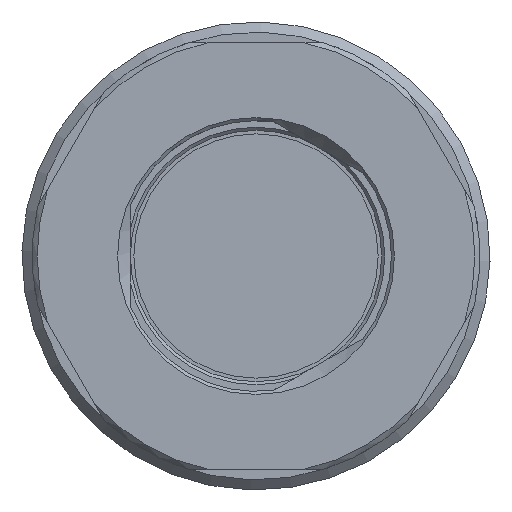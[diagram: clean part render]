
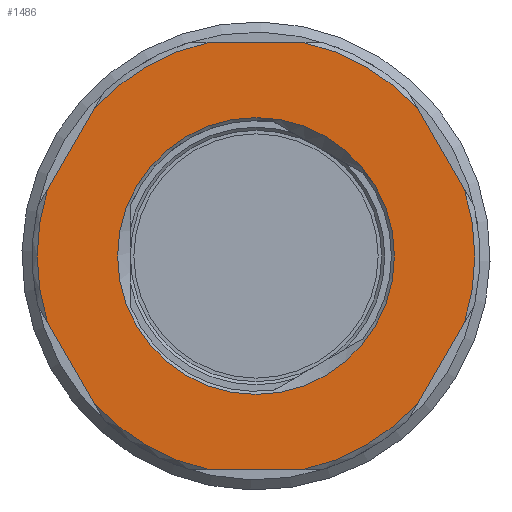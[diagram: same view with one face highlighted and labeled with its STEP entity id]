
A CAD part, left-side view. The second image highlights one B-rep face of the part: STEP entity #1486.
In plain terms, the highlighted planar face has unit normal (-1, 0, 0).
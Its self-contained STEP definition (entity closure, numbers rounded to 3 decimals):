
#184=FACE_BOUND('',#355,.T.);
#206=PLANE('',#1645);
#262=FACE_OUTER_BOUND('',#354,.T.);
#354=EDGE_LOOP('',(#1188,#1189,#1190,#1191,#1192,#1193,#1194,#1195,#1196,
#1197,#1198,#1199));
#355=EDGE_LOOP('',(#1200,#1201));
#428=LINE('',#2453,#492);
#429=LINE('',#2457,#493);
#430=LINE('',#2461,#494);
#431=LINE('',#2465,#495);
#432=LINE('',#2469,#496);
#433=LINE('',#2473,#497);
#492=VECTOR('',#1961,10.);
#493=VECTOR('',#1964,10.);
#494=VECTOR('',#1967,10.);
#495=VECTOR('',#1970,10.);
#496=VECTOR('',#1973,10.);
#497=VECTOR('',#1976,10.);
#572=CIRCLE('',#1628,6.8);
#573=CIRCLE('',#1629,6.8);
#581=CIRCLE('',#1646,10.75);
#582=CIRCLE('',#1647,10.75);
#583=CIRCLE('',#1648,10.75);
#584=CIRCLE('',#1649,10.75);
#585=CIRCLE('',#1650,10.75);
#586=CIRCLE('',#1651,10.75);
#688=VERTEX_POINT('',#2411);
#689=VERTEX_POINT('',#2413);
#699=VERTEX_POINT('',#2451);
#700=VERTEX_POINT('',#2452);
#701=VERTEX_POINT('',#2454);
#702=VERTEX_POINT('',#2456);
#703=VERTEX_POINT('',#2458);
#704=VERTEX_POINT('',#2460);
#705=VERTEX_POINT('',#2462);
#706=VERTEX_POINT('',#2464);
#707=VERTEX_POINT('',#2466);
#708=VERTEX_POINT('',#2468);
#709=VERTEX_POINT('',#2470);
#710=VERTEX_POINT('',#2472);
#859=EDGE_CURVE('',#689,#688,#572,.T.);
#860=EDGE_CURVE('',#688,#689,#573,.T.);
#878=EDGE_CURVE('',#699,#700,#428,.T.);
#879=EDGE_CURVE('',#701,#700,#581,.T.);
#880=EDGE_CURVE('',#701,#702,#429,.T.);
#881=EDGE_CURVE('',#703,#702,#582,.T.);
#882=EDGE_CURVE('',#703,#704,#430,.T.);
#883=EDGE_CURVE('',#705,#704,#583,.T.);
#884=EDGE_CURVE('',#705,#706,#431,.T.);
#885=EDGE_CURVE('',#707,#706,#584,.T.);
#886=EDGE_CURVE('',#707,#708,#432,.T.);
#887=EDGE_CURVE('',#709,#708,#585,.T.);
#888=EDGE_CURVE('',#709,#710,#433,.T.);
#889=EDGE_CURVE('',#699,#710,#586,.T.);
#1188=ORIENTED_EDGE('',*,*,#878,.T.);
#1189=ORIENTED_EDGE('',*,*,#879,.F.);
#1190=ORIENTED_EDGE('',*,*,#880,.T.);
#1191=ORIENTED_EDGE('',*,*,#881,.F.);
#1192=ORIENTED_EDGE('',*,*,#882,.T.);
#1193=ORIENTED_EDGE('',*,*,#883,.F.);
#1194=ORIENTED_EDGE('',*,*,#884,.T.);
#1195=ORIENTED_EDGE('',*,*,#885,.F.);
#1196=ORIENTED_EDGE('',*,*,#886,.T.);
#1197=ORIENTED_EDGE('',*,*,#887,.F.);
#1198=ORIENTED_EDGE('',*,*,#888,.T.);
#1199=ORIENTED_EDGE('',*,*,#889,.F.);
#1200=ORIENTED_EDGE('',*,*,#859,.T.);
#1201=ORIENTED_EDGE('',*,*,#860,.T.);
#1486=ADVANCED_FACE('',(#262,#184),#206,.T.);
#1628=AXIS2_PLACEMENT_3D('',#2414,#1915,#1916);
#1629=AXIS2_PLACEMENT_3D('',#2415,#1917,#1918);
#1645=AXIS2_PLACEMENT_3D('',#2450,#1959,#1960);
#1646=AXIS2_PLACEMENT_3D('',#2455,#1962,#1963);
#1647=AXIS2_PLACEMENT_3D('',#2459,#1965,#1966);
#1648=AXIS2_PLACEMENT_3D('',#2463,#1968,#1969);
#1649=AXIS2_PLACEMENT_3D('',#2467,#1971,#1972);
#1650=AXIS2_PLACEMENT_3D('',#2471,#1974,#1975);
#1651=AXIS2_PLACEMENT_3D('',#2474,#1977,#1978);
#1915=DIRECTION('center_axis',(1.,0.,0.));
#1916=DIRECTION('ref_axis',(0.,0.,-1.));
#1917=DIRECTION('center_axis',(1.,0.,0.));
#1918=DIRECTION('ref_axis',(0.,0.,-1.));
#1959=DIRECTION('center_axis',(-1.,0.,0.));
#1960=DIRECTION('ref_axis',(0.,0.,1.));
#1961=DIRECTION('',(0.,-0.5,-0.866));
#1962=DIRECTION('center_axis',(1.,0.,0.));
#1963=DIRECTION('ref_axis',(0.,-1.,0.));
#1964=DIRECTION('',(0.,-1.,0.));
#1965=DIRECTION('center_axis',(1.,0.,0.));
#1966=DIRECTION('ref_axis',(0.,-1.,0.));
#1967=DIRECTION('',(0.,-0.5,0.866));
#1968=DIRECTION('center_axis',(1.,0.,0.));
#1969=DIRECTION('ref_axis',(0.,-1.,0.));
#1970=DIRECTION('',(0.,0.5,0.866));
#1971=DIRECTION('center_axis',(1.,0.,0.));
#1972=DIRECTION('ref_axis',(0.,-1.,0.));
#1973=DIRECTION('',(0.,1.,0.));
#1974=DIRECTION('center_axis',(1.,0.,0.));
#1975=DIRECTION('ref_axis',(0.,-1.,0.));
#1976=DIRECTION('',(0.,0.5,-0.866));
#1977=DIRECTION('center_axis',(1.,0.,0.));
#1978=DIRECTION('ref_axis',(0.,-1.,0.));
#2411=CARTESIAN_POINT('',(0.,0.,6.8));
#2413=CARTESIAN_POINT('',(0.,0.,-6.8));
#2414=CARTESIAN_POINT('Origin',(0.,0.,0.));
#2415=CARTESIAN_POINT('Origin',(0.,0.,0.));
#2450=CARTESIAN_POINT('Origin',(0.,0.,0.));
#2451=CARTESIAN_POINT('',(0.,10.246,-3.254));
#2452=CARTESIAN_POINT('',(0.,7.941,-7.246));
#2453=CARTESIAN_POINT('',(0.,10.609,-2.625));
#2454=CARTESIAN_POINT('',(0.,2.305,-10.5));
#2455=CARTESIAN_POINT('Origin',(0.,0.,0.));
#2456=CARTESIAN_POINT('',(0.,-2.305,-10.5));
#2457=CARTESIAN_POINT('',(0.,3.031,-10.5));
#2458=CARTESIAN_POINT('',(0.,-7.941,-7.246));
#2459=CARTESIAN_POINT('Origin',(0.,0.,0.));
#2460=CARTESIAN_POINT('',(0.,-10.246,-3.254));
#2461=CARTESIAN_POINT('',(0.,-7.578,-7.875));
#2462=CARTESIAN_POINT('',(0.,-10.246,3.254));
#2463=CARTESIAN_POINT('Origin',(0.,0.,0.));
#2464=CARTESIAN_POINT('',(0.,-7.941,7.246));
#2465=CARTESIAN_POINT('',(0.,-10.609,2.625));
#2466=CARTESIAN_POINT('',(0.,-2.305,10.5));
#2467=CARTESIAN_POINT('Origin',(0.,0.,0.));
#2468=CARTESIAN_POINT('',(0.,2.305,10.5));
#2469=CARTESIAN_POINT('',(0.,-3.031,10.5));
#2470=CARTESIAN_POINT('',(0.,7.941,7.246));
#2471=CARTESIAN_POINT('Origin',(0.,0.,0.));
#2472=CARTESIAN_POINT('',(0.,10.246,3.254));
#2473=CARTESIAN_POINT('',(0.,7.578,7.875));
#2474=CARTESIAN_POINT('Origin',(0.,0.,0.));
